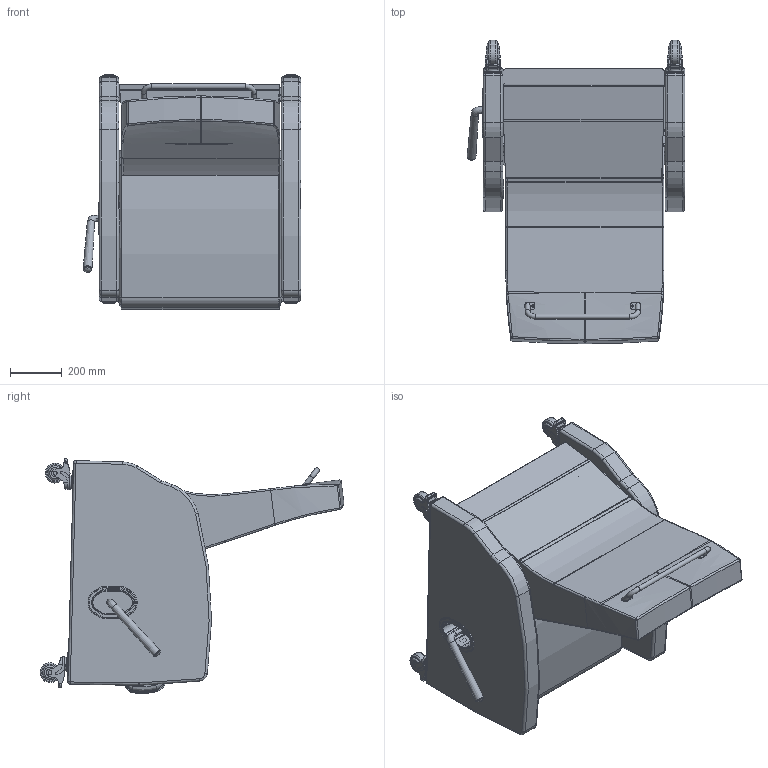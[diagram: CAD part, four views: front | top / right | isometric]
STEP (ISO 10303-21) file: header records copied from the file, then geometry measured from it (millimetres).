
FILE_DESCRIPTION(/* description */ (''),/* implementation_level */ '2;1');
FILE_NAME(/* name */ 'EC1117F.stp',/* time_stamp */ '2017-09-13T08:21:21-04:00',/* author */ ('emehringer'),/* organization */ (''),/* preprocessor_version */ 'ST-DEVELOPER v16.5',/* originating_system */ 'Autodesk Inventor 2017',/* authorisation */ '');
FILE_SCHEMA (('AUTOMOTIVE_DESIGN { 1 0 10303 214 3 1 1 }'));
Length unit declared in the file: inch
Products named in the file (27): EC1117F; EV7070 UBACK; 4000 UKP; ULSEAT 4000C; EC4017 UKO; EV7070 UBACK FLAP; BEZEL-1; HDL 3000 BLK; HDL 3000 BLKPLASTIC; HDL 3000 BLK METAL; E1010 FARM L; E1010 FARM R; CAST COL 4inSLB; _NG-03AMP-125-TL-TP01_fork; _TP01_Next Generation Series_0; _NG-03QDP-125-SW-TP01_rivet; _NG-03AMP-125-TL-TP01_wheel_core; _NG-03AMP-125-TL-TP01_wheel_tread; _NG-03AMP-125-TL-TP01_wheel_guard; _NG-03AMP-125-TL-TP01_wheel_tguard; _NG-03AMP-125-TL-TP01_cap; PUSH BAR 17.625; PUSH BAR 17.625_1; PUSH BAR 17.625 right side; UCHAISE 4000; 7000-2 CON PLT; CABLE LEVER
Assembly tree (30 placements, depth 3):
  EC1117F
    EV7070 UBACK
    4000 UKP
    ULSEAT 4000C
    EC4017 UKO
    EV7070 UBACK FLAP
    BEZEL-1
    HDL 3000 BLK
      HDL 3000 BLKPLASTIC
      HDL 3000 BLK METAL
    E1010 FARM L
    E1010 FARM R
    CAST COL 4inSLB  x4
      _NG-03AMP-125-TL-TP01_fork
      _TP01_Next Generation Series_0
      _NG-03QDP-125-SW-TP01_rivet
      _NG-03AMP-125-TL-TP01_wheel_core
      _NG-03AMP-125-TL-TP01_wheel_tread
      _NG-03AMP-125-TL-TP01_wheel_guard
      _NG-03AMP-125-TL-TP01_wheel_tguard
      _NG-03AMP-125-TL-TP01_cap
    PUSH BAR 17.625
      PUSH BAR 17.625_1
      PUSH BAR 17.625 right side
    UCHAISE 4000
    7000-2 CON PLT
    CABLE LEVER
Bounding box: 839.21 x 1171.19 x 906.36 mm (x, y, z)
Volume: 191375800.3 mm3; surface area: 7214430.5 mm2
Topology: 52 solids, 64 shells, 1490 faces, 3516 edges, 2192 vertices
Faces by surface type: cylinder 655, plane 517, torus 173, bspline 92, sphere 35, cone 18
Full cylindrical faces by diameter (mm): 5.556 x4, 5.953 x1, 6.35 x8, 7.938 x2, 9.525 x2, 11.989 x4, 14.877 x4, 15.062 x4, 15.24 x8, 19.05 x3, 19.075 x4, 25.4 x4, 31.75 x1, 38.049 x4, 44.298 x4, 52.273 x4, 55.372 x8, 57.15 x8, 76.2 x4
Entity records: 42116 total; most frequent: CARTESIAN_POINT 19646, DIRECTION 4856, ORIENTED_EDGE 4246, EDGE_CURVE 2123, AXIS2_PLACEMENT_3D 1960, VERTEX_POINT 1316, EDGE_LOOP 1063, CIRCLE 971
